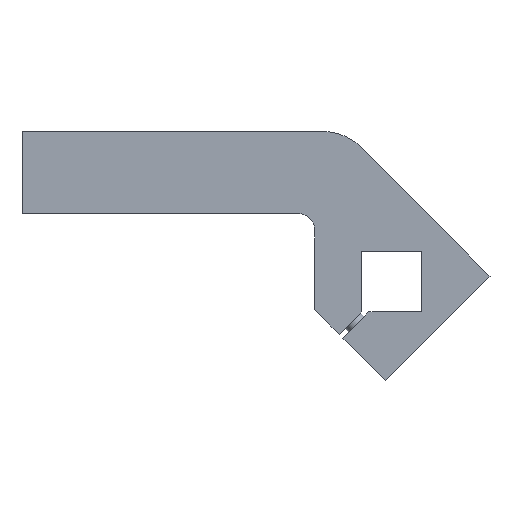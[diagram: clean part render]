
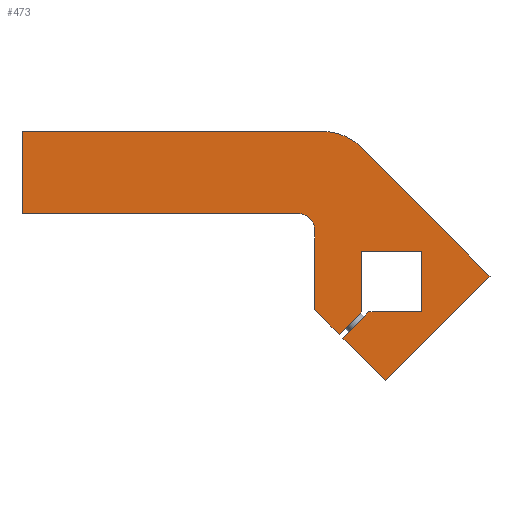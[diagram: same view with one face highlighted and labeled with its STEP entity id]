
A CAD part, left-side view. The second image highlights one B-rep face of the part: STEP entity #473.
In plain terms, the highlighted planar face has unit normal (-1, 0, 0).
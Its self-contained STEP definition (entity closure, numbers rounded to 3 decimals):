
#29=PLANE('',#521);
#47=FACE_OUTER_BOUND('',#71,.T.);
#71=EDGE_LOOP('',(#345,#346,#347,#348,#349,#350,#351,#352,#353,#354,#355,
#356,#357,#358,#359,#360));
#107=LINE('',#700,#157);
#110=LINE('',#712,#160);
#113=LINE('',#718,#163);
#114=LINE('',#720,#164);
#115=LINE('',#721,#165);
#116=LINE('',#723,#166);
#117=LINE('',#725,#167);
#118=LINE('',#727,#168);
#119=LINE('',#729,#169);
#120=LINE('',#731,#170);
#121=LINE('',#733,#171);
#122=LINE('',#735,#172);
#123=LINE('',#737,#173);
#124=LINE('',#738,#174);
#157=VECTOR('',#567,10.);
#160=VECTOR('',#578,10.);
#163=VECTOR('',#583,10.);
#164=VECTOR('',#584,10.);
#165=VECTOR('',#585,10.);
#166=VECTOR('',#586,10.);
#167=VECTOR('',#587,10.);
#168=VECTOR('',#588,10.);
#169=VECTOR('',#589,10.);
#170=VECTOR('',#590,10.);
#171=VECTOR('',#591,10.);
#172=VECTOR('',#592,10.);
#173=VECTOR('',#593,10.);
#174=VECTOR('',#594,10.);
#204=CIRCLE('',#515,6.);
#206=CIRCLE('',#519,20.);
#221=VERTEX_POINT('',#690);
#222=VERTEX_POINT('',#692);
#224=VERTEX_POINT('',#698);
#227=VERTEX_POINT('',#705);
#228=VERTEX_POINT('',#707);
#229=VERTEX_POINT('',#711);
#231=VERTEX_POINT('',#717);
#232=VERTEX_POINT('',#719);
#233=VERTEX_POINT('',#722);
#234=VERTEX_POINT('',#724);
#235=VERTEX_POINT('',#726);
#236=VERTEX_POINT('',#728);
#237=VERTEX_POINT('',#730);
#238=VERTEX_POINT('',#732);
#239=VERTEX_POINT('',#734);
#240=VERTEX_POINT('',#736);
#265=EDGE_CURVE('',#221,#222,#204,.T.);
#269=EDGE_CURVE('',#221,#224,#107,.T.);
#272=EDGE_CURVE('',#227,#228,#206,.T.);
#274=EDGE_CURVE('',#229,#228,#110,.T.);
#277=EDGE_CURVE('',#227,#231,#113,.T.);
#278=EDGE_CURVE('',#231,#232,#114,.T.);
#279=EDGE_CURVE('',#232,#222,#115,.T.);
#280=EDGE_CURVE('',#224,#233,#116,.T.);
#281=EDGE_CURVE('',#233,#234,#117,.T.);
#282=EDGE_CURVE('',#234,#235,#118,.T.);
#283=EDGE_CURVE('',#235,#236,#119,.T.);
#284=EDGE_CURVE('',#236,#237,#120,.T.);
#285=EDGE_CURVE('',#237,#238,#121,.T.);
#286=EDGE_CURVE('',#238,#239,#122,.T.);
#287=EDGE_CURVE('',#239,#240,#123,.T.);
#288=EDGE_CURVE('',#240,#229,#124,.T.);
#345=ORIENTED_EDGE('',*,*,#272,.F.);
#346=ORIENTED_EDGE('',*,*,#277,.T.);
#347=ORIENTED_EDGE('',*,*,#278,.T.);
#348=ORIENTED_EDGE('',*,*,#279,.T.);
#349=ORIENTED_EDGE('',*,*,#265,.F.);
#350=ORIENTED_EDGE('',*,*,#269,.T.);
#351=ORIENTED_EDGE('',*,*,#280,.T.);
#352=ORIENTED_EDGE('',*,*,#281,.T.);
#353=ORIENTED_EDGE('',*,*,#282,.T.);
#354=ORIENTED_EDGE('',*,*,#283,.T.);
#355=ORIENTED_EDGE('',*,*,#284,.T.);
#356=ORIENTED_EDGE('',*,*,#285,.T.);
#357=ORIENTED_EDGE('',*,*,#286,.T.);
#358=ORIENTED_EDGE('',*,*,#287,.T.);
#359=ORIENTED_EDGE('',*,*,#288,.T.);
#360=ORIENTED_EDGE('',*,*,#274,.T.);
#473=ADVANCED_FACE('',(#47),#29,.T.);
#515=AXIS2_PLACEMENT_3D('',#693,#560,#561);
#519=AXIS2_PLACEMENT_3D('',#708,#573,#574);
#521=AXIS2_PLACEMENT_3D('',#716,#581,#582);
#560=DIRECTION('center_axis',(-1.,0.,0.));
#561=DIRECTION('ref_axis',(0.,-0.707,0.707));
#567=DIRECTION('',(0.,0.,-1.));
#573=DIRECTION('center_axis',(1.,0.,0.));
#574=DIRECTION('ref_axis',(0.,-0.383,0.924));
#578=DIRECTION('',(0.,0.707,0.707));
#581=DIRECTION('center_axis',(-1.,0.,0.));
#582=DIRECTION('ref_axis',(0.,0.,1.));
#583=DIRECTION('',(0.,1.,0.));
#584=DIRECTION('',(0.,0.,-1.));
#585=DIRECTION('',(0.,-1.,0.));
#586=DIRECTION('',(0.,-0.707,-0.707));
#587=DIRECTION('',(0.,-0.707,0.707));
#588=DIRECTION('',(0.,0.,1.));
#589=DIRECTION('',(0.,-1.,0.));
#590=DIRECTION('',(0.,0.,-1.));
#591=DIRECTION('',(0.,1.,0.));
#592=DIRECTION('',(0.,0.707,-0.707));
#593=DIRECTION('',(0.,-0.707,-0.707));
#594=DIRECTION('',(0.,-0.707,0.707));
#690=CARTESIAN_POINT('',(-12.5,28.,19.));
#692=CARTESIAN_POINT('',(-12.5,34.,25.));
#693=CARTESIAN_POINT('Origin',(-12.5,34.,19.));
#698=CARTESIAN_POINT('',(-12.5,28.,-10.184));
#700=CARTESIAN_POINT('',(-12.5,28.,-10.184));
#705=CARTESIAN_POINT('',(-12.5,25.101,55.));
#707=CARTESIAN_POINT('',(-12.5,10.958,49.142));
#708=CARTESIAN_POINT('Origin',(-12.5,25.101,35.));
#711=CARTESIAN_POINT('',(-12.5,-36.062,2.121));
#712=CARTESIAN_POINT('',(-12.5,-19.092,19.092));
#716=CARTESIAN_POINT('Origin',(-12.5,55.173,29.894));
#717=CARTESIAN_POINT('',(-12.5,135.,55.));
#718=CARTESIAN_POINT('',(-12.5,135.,55.));
#719=CARTESIAN_POINT('',(-12.5,135.,25.));
#720=CARTESIAN_POINT('',(-12.5,135.,25.));
#721=CARTESIAN_POINT('',(-12.5,28.,25.));
#722=CARTESIAN_POINT('',(-12.5,19.092,-19.092));
#723=CARTESIAN_POINT('',(-12.5,19.092,-19.092));
#724=CARTESIAN_POINT('',(-12.5,11.,-11.));
#725=CARTESIAN_POINT('',(-12.5,23.997,-23.997));
#726=CARTESIAN_POINT('',(-12.5,11.,11.));
#727=CARTESIAN_POINT('',(-12.5,11.,11.));
#728=CARTESIAN_POINT('',(-12.5,-11.,11.));
#729=CARTESIAN_POINT('',(-12.5,-11.,11.));
#730=CARTESIAN_POINT('',(-12.5,-11.,-11.));
#731=CARTESIAN_POINT('',(-12.5,-11.,20.447));
#732=CARTESIAN_POINT('',(-12.5,8.172,-11.));
#733=CARTESIAN_POINT('',(-12.5,22.086,-11.));
#734=CARTESIAN_POINT('',(-12.5,17.678,-20.506));
#735=CARTESIAN_POINT('',(-12.5,9.698,-12.527));
#736=CARTESIAN_POINT('',(-12.5,2.121,-36.062));
#737=CARTESIAN_POINT('',(-12.5,19.092,-19.092));
#738=CARTESIAN_POINT('',(-12.5,-36.062,2.121));
